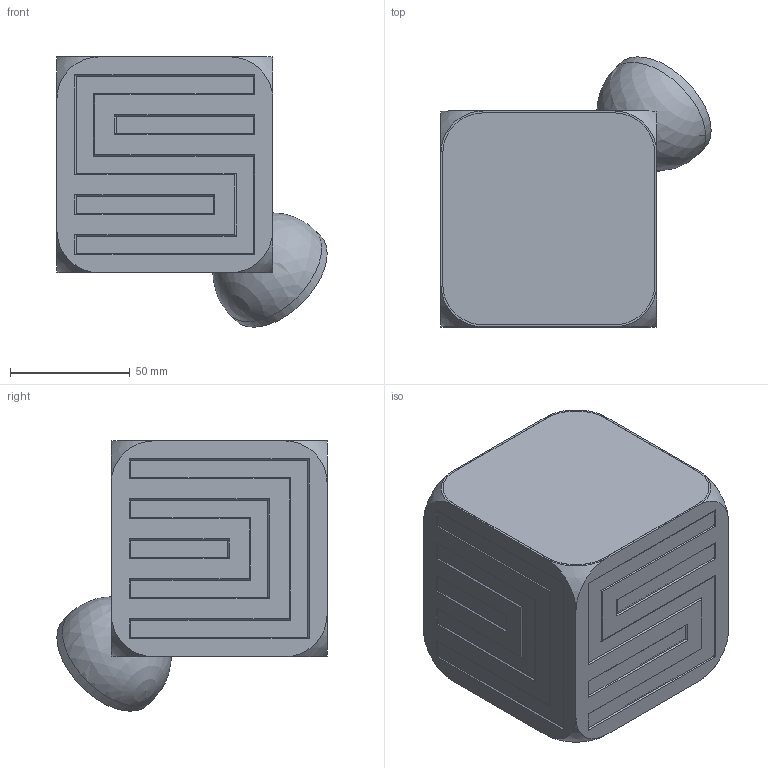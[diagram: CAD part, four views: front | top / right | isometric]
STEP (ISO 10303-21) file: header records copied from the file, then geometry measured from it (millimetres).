
FILE_DESCRIPTION(/* description */ (''),/* implementation_level */ '2;1');
FILE_NAME(/* name */ 'dice v18.step',/* time_stamp */ '2024-04-18T10:14:35+08:00',/* author */ (''),/* organization */ (''),/* preprocessor_version */ 'ST-DEVELOPER v20',/* originating_system */ 'Autodesk Translation Framework v12.20.1.177',/* authorisation */ '');
FILE_SCHEMA (('AUTOMOTIVE_DESIGN { 1 0 10303 214 3 1 1 }'));
Length unit declared in the file: millimetre
Products named in the file (12): dice; Component2; Component33; Component34; Component35; Component36; Component37; Component38; Component39; Component40; Component41; Component42
Assembly tree (11 placements, depth 2):
  dice
    Component2
    Component33
    Component34
    Component35
    Component36
    Component37
    Component38
    Component39
    Component40
    Component41
    Component42
Bounding box: 112.72 x 112.72 x 112.77 mm (x, y, z)
Volume: 412505 mm3; surface area: 169649.9 mm2
Topology: 24 solids, 24 shells, 531 faces, 1352 edges, 900 vertices
Faces by surface type: plane 469, cylinder 52, sphere 9, cone 1
Full cylindrical faces by diameter (mm): 2 x1, 2.9 x2, 3 x4, 4 x4, 6 x4, 50 x1
Entity records: 16244 total; most frequent: CARTESIAN_POINT 2814, ORIENTED_EDGE 2702, DIRECTION 2592, EDGE_CURVE 1351, LINE 1212, VECTOR 1212, VERTEX_POINT 900, AXIS2_PLACEMENT_3D 690
